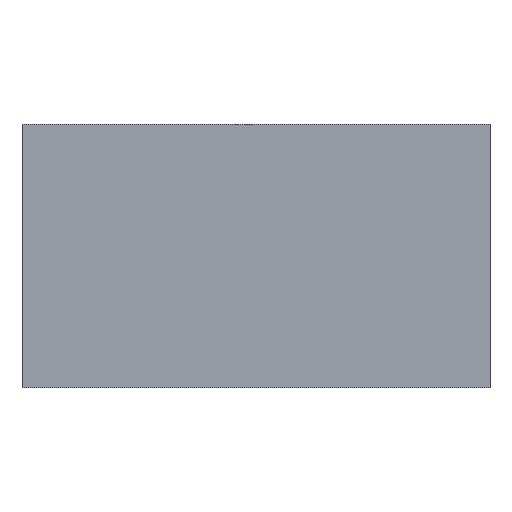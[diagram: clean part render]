
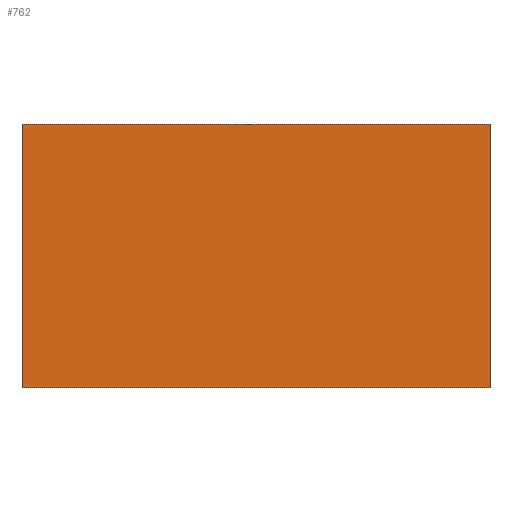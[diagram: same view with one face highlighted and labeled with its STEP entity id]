
A CAD part, front view. The second image highlights one B-rep face of the part: STEP entity #762.
In plain terms, the highlighted planar face has unit normal (0, -1, 0).
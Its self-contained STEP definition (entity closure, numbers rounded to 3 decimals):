
#58=PLANE('',#831);
#93=FACE_OUTER_BOUND('',#145,.T.);
#145=EDGE_LOOP('',(#706,#707,#708,#709));
#179=LINE('',#1123,#265);
#200=LINE('',#1178,#286);
#212=LINE('',#1200,#298);
#222=LINE('',#1219,#308);
#265=VECTOR('',#915,10.);
#286=VECTOR('',#960,10.);
#298=VECTOR('',#976,10.);
#308=VECTOR('',#998,10.);
#371=VERTEX_POINT('',#1121);
#372=VERTEX_POINT('',#1122);
#394=VERTEX_POINT('',#1177);
#402=VERTEX_POINT('',#1198);
#451=EDGE_CURVE('',#371,#372,#179,.T.);
#478=EDGE_CURVE('',#372,#394,#200,.T.);
#490=EDGE_CURVE('',#371,#402,#212,.T.);
#500=EDGE_CURVE('',#394,#402,#222,.T.);
#706=ORIENTED_EDGE('',*,*,#451,.F.);
#707=ORIENTED_EDGE('',*,*,#490,.T.);
#708=ORIENTED_EDGE('',*,*,#500,.F.);
#709=ORIENTED_EDGE('',*,*,#478,.F.);
#762=ADVANCED_FACE('',(#93),#58,.T.);
#831=AXIS2_PLACEMENT_3D('',#1239,#1024,#1025);
#915=DIRECTION('',(-1.,0.,0.));
#960=DIRECTION('',(0.,0.,1.));
#976=DIRECTION('',(0.,0.,1.));
#998=DIRECTION('',(1.,0.,0.));
#1024=DIRECTION('center_axis',(0.,-1.,0.));
#1025=DIRECTION('ref_axis',(1.,0.,0.));
#1121=CARTESIAN_POINT('',(61.5,-1.5,-1.5));
#1122=CARTESIAN_POINT('',(-1.5,-1.5,-1.5));
#1123=CARTESIAN_POINT('',(-1.5,-1.5,-1.5));
#1177=CARTESIAN_POINT('',(-1.5,-1.5,34.));
#1178=CARTESIAN_POINT('',(-1.5,-1.5,0.));
#1198=CARTESIAN_POINT('',(61.5,-1.5,34.));
#1200=CARTESIAN_POINT('',(61.5,-1.5,0.));
#1219=CARTESIAN_POINT('',(-1.5,-1.5,34.));
#1239=CARTESIAN_POINT('Origin',(-1.5,-1.5,0.));
